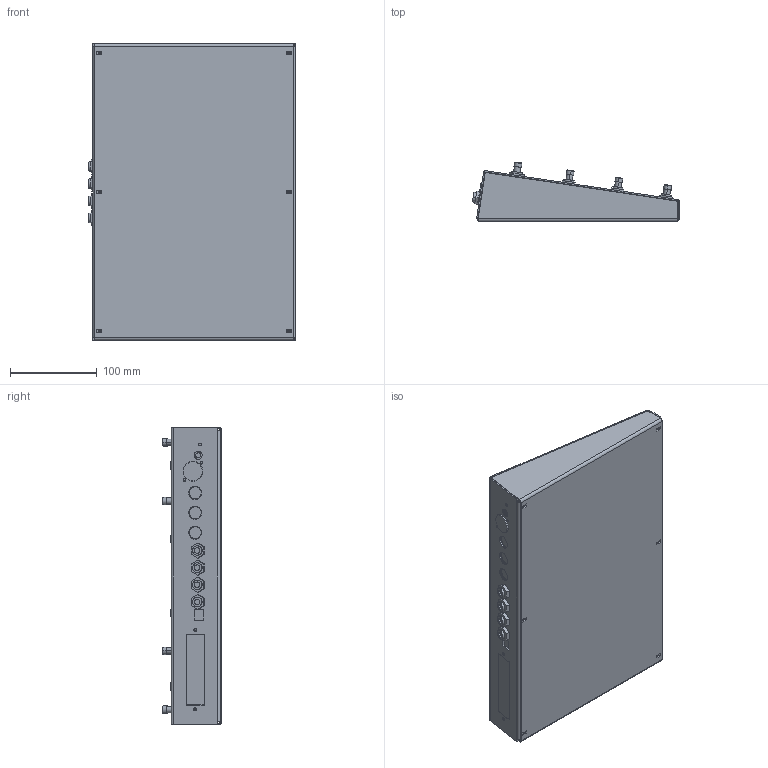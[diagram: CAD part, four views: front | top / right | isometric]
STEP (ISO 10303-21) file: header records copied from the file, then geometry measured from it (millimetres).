
FILE_DESCRIPTION(('Creo Elements/Direct Modeling STEP Export'),'2;1');
FILE_NAME('bakje_catrinus_mk4.step','2016-12-05T20:27:04',(''),(''),'PTC Creo Elements/Direct Modeling STEP processor for AP214 (Solid Model)','PTC Creo Elements/Direct Modeling 19.0E 27-Jun-2016 (C) Parametric Technology GmbH','');
FILE_SCHEMA(('AUTOMOTIVE_DESIGN { 1 0 10303 214 1 1 1 1 }'));
Length unit declared in the file: millimetre
Products named in the file (13): houder.1; houder.5; display_large; display_small.9; switch.1.3; top_plate; bottom_plate; LED.9; print; houder.2; rpi_print; bracket; bakje_catrinus_mk2
Assembly tree (52 placements, depth 2):
  bakje_catrinus_mk2
    bracket
    rpi_print
    LED.9  x12
    houder.1  x2
    houder.2  x3
    print
    switch.1.3  x16
    display_small.9  x12
    bottom_plate
    top_plate
    display_large
    houder.5
Bounding box: 239.25 x 68.7 x 343 mm (x, y, z)
Volume: 796014.5 mm3; surface area: 641114.5 mm2
Topology: 52 solids, 52 shells, 2002 faces, 5129 edges, 3384 vertices
Faces by surface type: plane 1243, cylinder 679, cone 56, sphere 24
Entity records: 25498 total; most frequent: ORIENTED_EDGE 4506, CARTESIAN_POINT 4253, DIRECTION 3926, EDGE_CURVE 2253, VECTOR 1566, LINE 1566, VERTEX_POINT 1491, AXIS2_PLACEMENT_3D 1180
